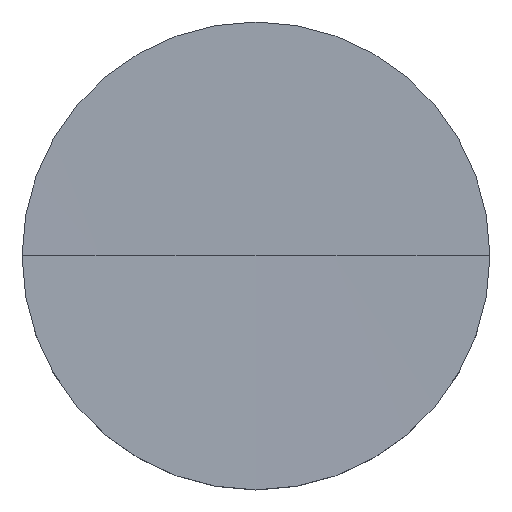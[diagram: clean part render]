
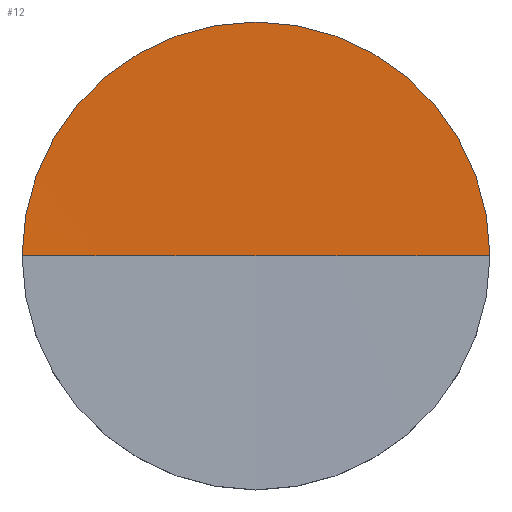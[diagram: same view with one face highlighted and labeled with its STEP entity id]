
A CAD part, top view. The second image highlights one B-rep face of the part: STEP entity #12.
In plain terms, the highlighted spherical face has radius 3000 mm.
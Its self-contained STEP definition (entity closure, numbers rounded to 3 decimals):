
#3 = ORIENTED_EDGE ( 'NONE', *, *, #145, .F. ) ;
#5 = ORIENTED_EDGE ( 'NONE', *, *, #74, .F. ) ;
#11 = AXIS2_PLACEMENT_3D ( 'NONE', #199, #119, #34 ) ;
#12 = ADVANCED_FACE ( 'NONE', ( #188 ), #98, .F. ) ;
#21 = CARTESIAN_POINT ( 'NONE',  ( 0., 0., 10. ) ) ;
#31 = VERTEX_POINT ( 'NONE', #117 ) ;
#32 = CIRCLE ( 'NONE', #62, 25.4 ) ;
#34 = DIRECTION ( 'NONE',  ( 0., 0., 1. ) ) ;
#35 = DIRECTION ( 'NONE',  ( 1., 0., 0. ) ) ;
#47 = CARTESIAN_POINT ( 'NONE',  ( 0., 0., 3009.892 ) ) ;
#49 = DIRECTION ( 'NONE',  ( 1., 0., 0. ) ) ;
#62 = AXIS2_PLACEMENT_3D ( 'NONE', #21, #88, #49 ) ;
#65 = VERTEX_POINT ( 'NONE', #135 ) ;
#69 = CIRCLE ( 'NONE', #11, 3000. ) ;
#73 = DIRECTION ( 'NONE',  ( 1., 0., 0. ) ) ;
#74 = EDGE_CURVE ( 'NONE', #100, #31, #32, .T. ) ;
#79 = EDGE_LOOP ( 'NONE', ( #5, #128, #3 ) ) ;
#88 = DIRECTION ( 'NONE',  ( 0., 0., -1. ) ) ;
#92 = CIRCLE ( 'NONE', #139, 3000. ) ;
#98 = SPHERICAL_SURFACE ( 'NONE', #130, 3000. ) ;
#100 = VERTEX_POINT ( 'NONE', #200 ) ;
#117 = CARTESIAN_POINT ( 'NONE',  ( 25.4, 0., 10. ) ) ;
#119 = DIRECTION ( 'NONE',  ( 0., 1., 0. ) ) ;
#128 = ORIENTED_EDGE ( 'NONE', *, *, #182, .T. ) ;
#130 = AXIS2_PLACEMENT_3D ( 'NONE', #47, #149, #35 ) ;
#135 = CARTESIAN_POINT ( 'NONE',  ( 0., 0., 9.892 ) ) ;
#137 = DIRECTION ( 'NONE',  ( 0., -1., 0. ) ) ;
#139 = AXIS2_PLACEMENT_3D ( 'NONE', #162, #137, #73 ) ;
#145 = EDGE_CURVE ( 'NONE', #31, #65, #69, .T. ) ;
#149 = DIRECTION ( 'NONE',  ( 0., -1., 0. ) ) ;
#162 = CARTESIAN_POINT ( 'NONE',  ( 0., 0., 3009.892 ) ) ;
#182 = EDGE_CURVE ( 'NONE', #100, #65, #92, .T. ) ;
#188 = FACE_OUTER_BOUND ( 'NONE', #79, .T. ) ;
#199 = CARTESIAN_POINT ( 'NONE',  ( 0., 0., 3009.892 ) ) ;
#200 = CARTESIAN_POINT ( 'NONE',  ( -25.4, 0., 10. ) ) ;
